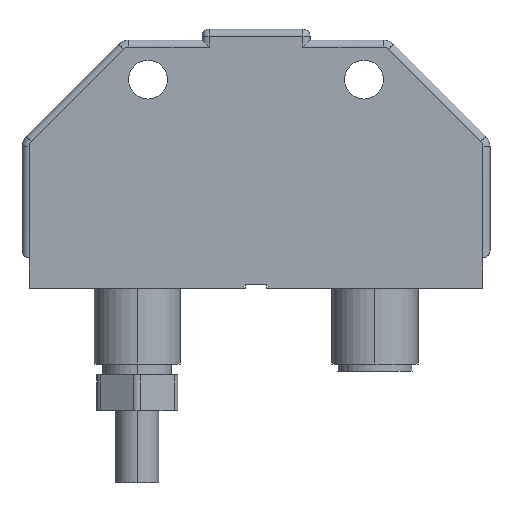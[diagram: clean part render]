
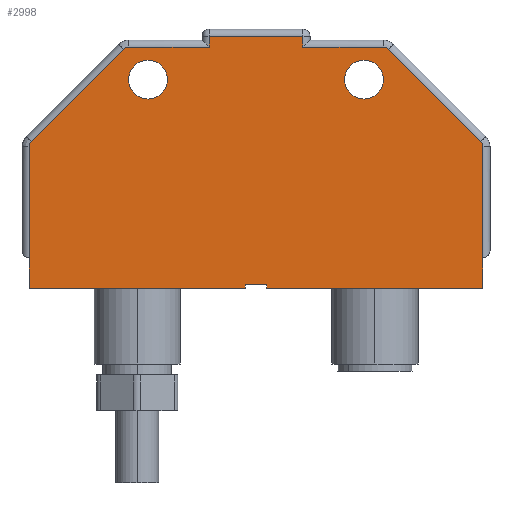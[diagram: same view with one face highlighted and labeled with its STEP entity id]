
A CAD part, front view. The second image highlights one B-rep face of the part: STEP entity #2998.
In plain terms, the highlighted planar face has unit normal (0, -1, 0).
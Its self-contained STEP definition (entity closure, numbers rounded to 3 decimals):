
#40=DIRECTION('',(0.,0.,-1.));
#41=VECTOR('',#40,4.254);
#42=CARTESIAN_POINT('',(31.5,0.,3.754));
#43=LINE('',#42,#41);
#44=DIRECTION('',(0.,0.,1.));
#45=VECTOR('',#44,0.508);
#46=CARTESIAN_POINT('',(1.5,0.,-0.5));
#47=LINE('',#46,#45);
#48=CARTESIAN_POINT('',(0.,0.,134.031));
#49=DIRECTION('',(0.,1.,0.));
#50=DIRECTION('',(0.011,0.,-1.));
#51=AXIS2_PLACEMENT_3D('',#48,#49,#50);
#53=DIRECTION('',(0.,0.,-1.));
#54=VECTOR('',#53,0.508);
#55=CARTESIAN_POINT('',(-1.5,0.,0.008));
#56=LINE('',#55,#54);
#57=DIRECTION('',(0.,0.,1.));
#58=VECTOR('',#57,4.254);
#59=CARTESIAN_POINT('',(-31.5,0.,-0.5));
#60=LINE('',#59,#58);
#61=CARTESIAN_POINT('',(-30.5,0.,19.172));
#62=DIRECTION('',(0.,1.,0.));
#63=DIRECTION('',(-1.,0.,0.));
#64=AXIS2_PLACEMENT_3D('',#61,#62,#63);
#66=DIRECTION('',(0.707,0.,0.707));
#67=VECTOR('',#66,18.142);
#68=CARTESIAN_POINT('',(-31.207,0.,19.879));
#69=LINE('',#68,#67);
#70=CARTESIAN_POINT('',(-17.672,0.,32.));
#71=DIRECTION('',(0.,1.,0.));
#72=DIRECTION('',(-0.707,0.,0.707));
#73=AXIS2_PLACEMENT_3D('',#70,#71,#72);
#75=CARTESIAN_POINT('',(17.672,0.,32.));
#76=DIRECTION('',(0.,1.,0.));
#77=DIRECTION('',(0.,0.,1.));
#78=AXIS2_PLACEMENT_3D('',#75,#76,#77);
#80=DIRECTION('',(0.707,0.,-0.707));
#81=VECTOR('',#80,18.142);
#82=CARTESIAN_POINT('',(18.379,0.,32.707));
#83=LINE('',#82,#81);
#84=CARTESIAN_POINT('',(30.5,0.,19.172));
#85=DIRECTION('',(0.,1.,0.));
#86=DIRECTION('',(0.707,0.,0.707));
#87=AXIS2_PLACEMENT_3D('',#84,#85,#86);
#89=CARTESIAN_POINT('',(15.,0.,28.5));
#90=DIRECTION('',(0.,-1.,0.));
#91=DIRECTION('',(-1.,0.,0.));
#92=AXIS2_PLACEMENT_3D('',#89,#90,#91);
#94=CARTESIAN_POINT('',(15.,0.,28.5));
#95=DIRECTION('',(0.,-1.,0.));
#96=DIRECTION('',(1.,0.,0.));
#97=AXIS2_PLACEMENT_3D('',#94,#95,#96);
#99=CARTESIAN_POINT('',(-15.,0.,28.5));
#100=DIRECTION('',(0.,-1.,0.));
#101=DIRECTION('',(-1.,0.,0.));
#102=AXIS2_PLACEMENT_3D('',#99,#100,#101);
#104=CARTESIAN_POINT('',(-15.,0.,28.5));
#105=DIRECTION('',(0.,-1.,0.));
#106=DIRECTION('',(1.,0.,0.));
#107=AXIS2_PLACEMENT_3D('',#104,#105,#106);
#113=DIRECTION('',(0.,0.,1.));
#114=VECTOR('',#113,15.417);
#115=CARTESIAN_POINT('',(31.5,0.,3.754));
#116=LINE('',#115,#114);
#385=DIRECTION('',(0.,0.,-1.));
#386=VECTOR('',#385,15.417);
#387=CARTESIAN_POINT('',(-31.5,0.,
19.172));
#388=LINE('',#387,#386);
#409=CARTESIAN_POINT('',(-31.5,0.,3.754));
#433=DIRECTION('',(1.,0.,0.));
#434=VECTOR('',#433,30.);
#435=CARTESIAN_POINT('',(-31.5,0.,-0.5));
#436=LINE('',#435,#434);
#534=DIRECTION('',(1.,0.,0.));
#535=VECTOR('',#534,30.);
#536=CARTESIAN_POINT('',(1.5,0.,-0.5));
#537=LINE('',#536,#535);
#571=CARTESIAN_POINT('',(31.5,0.,3.754));
#1885=DIRECTION('',(-1.,0.,0.));
#1886=VECTOR('',#1885,11.172);
#1887=CARTESIAN_POINT('',(-6.5,0.,33.));
#1888=LINE('',#1887,#1886);
#1897=DIRECTION('',(0.,0.,-1.));
#1898=VECTOR('',#1897,1.5);
#1899=CARTESIAN_POINT('',(-6.5,0.,34.5));
#1900=LINE('',#1899,#1898);
#2062=DIRECTION('',(0.,0.,1.));
#2063=VECTOR('',#2062,1.5);
#2064=CARTESIAN_POINT('',(6.5,0.,33.));
#2065=LINE('',#2064,#2063);
#2074=DIRECTION('',(-1.,0.,0.));
#2075=VECTOR('',#2074,11.172);
#2076=CARTESIAN_POINT('',(17.672,0.,
33.));
#2077=LINE('',#2076,#2075);
#2130=DIRECTION('',(-1.,0.,0.));
#2131=VECTOR('',#2130,13.);
#2132=CARTESIAN_POINT('',(6.5,0.,34.5));
#2133=LINE('',#2132,#2131);
#2362=CARTESIAN_POINT('',(6.5,0.,33.));
#2363=CARTESIAN_POINT('',(6.5,0.,34.5));
#2364=VERTEX_POINT('',#2362);
#2365=VERTEX_POINT('',#2363);
#2366=CARTESIAN_POINT('',(17.672,0.,
33.));
#2367=VERTEX_POINT('',#2366);
#2368=CARTESIAN_POINT('',(18.379,0.,32.707));
#2369=VERTEX_POINT('',#2368);
#2370=CARTESIAN_POINT('',(31.207,0.,
19.879));
#2371=VERTEX_POINT('',#2370);
#2372=CARTESIAN_POINT('',(31.5,0.,
19.172));
#2373=VERTEX_POINT('',#2372);
#2374=CARTESIAN_POINT('',(-31.5,0.,19.172));
#2375=CARTESIAN_POINT('',(-31.207,0.,19.879));
#2376=VERTEX_POINT('',#2374);
#2377=VERTEX_POINT('',#2375);
#2378=CARTESIAN_POINT('',(-18.379,0.,
32.707));
#2379=VERTEX_POINT('',#2378);
#2380=CARTESIAN_POINT('',(-17.672,0.,
33.));
#2381=VERTEX_POINT('',#2380);
#2382=CARTESIAN_POINT('',(-6.5,0.,33.));
#2383=VERTEX_POINT('',#2382);
#2384=CARTESIAN_POINT('',(-6.5,0.,34.5));
#2385=VERTEX_POINT('',#2384);
#2386=CARTESIAN_POINT('',(12.3,0.,28.5));
#2387=CARTESIAN_POINT('',(17.7,0.,28.5));
#2388=VERTEX_POINT('',#2386);
#2389=VERTEX_POINT('',#2387);
#2390=CARTESIAN_POINT('',(-17.7,0.,28.5));
#2391=CARTESIAN_POINT('',(-12.3,0.,28.5));
#2392=VERTEX_POINT('',#2390);
#2393=VERTEX_POINT('',#2391);
#2515=VERTEX_POINT('',#571);
#2516=VERTEX_POINT('',#409);
#2550=CARTESIAN_POINT('',(1.5,0.,0.008));
#2551=CARTESIAN_POINT('',(-1.5,0.,0.008));
#2552=VERTEX_POINT('',#2550);
#2553=VERTEX_POINT('',#2551);
#2554=CARTESIAN_POINT('',(1.5,0.,-0.5));
#2555=VERTEX_POINT('',#2554);
#2556=CARTESIAN_POINT('',(-1.5,0.,-0.5));
#2557=VERTEX_POINT('',#2556);
#2558=CARTESIAN_POINT('',(31.5,0.,-0.5));
#2559=VERTEX_POINT('',#2558);
#2560=CARTESIAN_POINT('',(-31.5,0.,-0.5));
#2561=VERTEX_POINT('',#2560);
#2939=CARTESIAN_POINT('',(0.,0.,0.));
#2940=DIRECTION('',(0.,1.,0.));
#2941=DIRECTION('',(1.,0.,0.));
#2942=AXIS2_PLACEMENT_3D('',#2939,#2940,#2941);
#2943=PLANE('',#2942);
#2945=ORIENTED_EDGE('',*,*,#2944,.F.);
#2947=ORIENTED_EDGE('',*,*,#2946,.T.);
#2949=ORIENTED_EDGE('',*,*,#2948,.F.);
#2951=ORIENTED_EDGE('',*,*,#2950,.T.);
#2953=ORIENTED_EDGE('',*,*,#2952,.T.);
#2955=ORIENTED_EDGE('',*,*,#2954,.T.);
#2957=ORIENTED_EDGE('',*,*,#2956,.F.);
#2959=ORIENTED_EDGE('',*,*,#2958,.T.);
#2961=ORIENTED_EDGE('',*,*,#2960,.F.);
#2963=ORIENTED_EDGE('',*,*,#2962,.T.);
#2965=ORIENTED_EDGE('',*,*,#2964,.T.);
#2967=ORIENTED_EDGE('',*,*,#2966,.T.);
#2969=ORIENTED_EDGE('',*,*,#2968,.F.);
#2971=ORIENTED_EDGE('',*,*,#2970,.F.);
#2973=ORIENTED_EDGE('',*,*,#2972,.F.);
#2975=ORIENTED_EDGE('',*,*,#2974,.F.);
#2977=ORIENTED_EDGE('',*,*,#2976,.F.);
#2979=ORIENTED_EDGE('',*,*,#2978,.T.);
#2981=ORIENTED_EDGE('',*,*,#2980,.T.);
#2983=ORIENTED_EDGE('',*,*,#2982,.T.);
#2984=EDGE_LOOP('',(#2945,#2947,#2949,#2951,#2953,#2955,#2957,#2959,#2961,#2963,
#2965,#2967,#2969,#2971,#2973,#2975,#2977,#2979,#2981,#2983));
#2985=FACE_OUTER_BOUND('',#2984,.F.);
#2987=ORIENTED_EDGE('',*,*,#2986,.T.);
#2989=ORIENTED_EDGE('',*,*,#2988,.T.);
#2990=EDGE_LOOP('',(#2987,#2989));
#2991=FACE_BOUND('',#2990,.F.);
#2993=ORIENTED_EDGE('',*,*,#2992,.T.);
#2995=ORIENTED_EDGE('',*,*,#2994,.T.);
#2996=EDGE_LOOP('',(#2993,#2995));
#2997=FACE_BOUND('',#2996,.F.);
#2998=ADVANCED_FACE('',(#2985,#2991,#2997),#2943,.F.);
#52=CIRCLE('',#51,134.031);
#65=CIRCLE('',#64,1.);
#74=CIRCLE('',#73,1.);
#79=CIRCLE('',#78,1.);
#88=CIRCLE('',#87,1.);
#93=CIRCLE('',#92,2.7);
#98=CIRCLE('',#97,2.7);
#103=CIRCLE('',#102,2.7);
#108=CIRCLE('',#107,2.7);
#2944=EDGE_CURVE('',#2515,#2373,#116,.T.);
#2946=EDGE_CURVE('',#2515,#2559,#43,.T.);
#2948=EDGE_CURVE('',#2555,#2559,#537,.T.);
#2950=EDGE_CURVE('',#2555,#2552,#47,.T.);
#2952=EDGE_CURVE('',#2552,#2553,#52,.T.);
#2954=EDGE_CURVE('',#2553,#2557,#56,.T.);
#2956=EDGE_CURVE('',#2561,#2557,#436,.T.);
#2958=EDGE_CURVE('',#2561,#2516,#60,.T.);
#2960=EDGE_CURVE('',#2376,#2516,#388,.T.);
#2962=EDGE_CURVE('',#2376,#2377,#65,.T.);
#2964=EDGE_CURVE('',#2377,#2379,#69,.T.);
#2966=EDGE_CURVE('',#2379,#2381,#74,.T.);
#2968=EDGE_CURVE('',#2383,#2381,#1888,.T.);
#2970=EDGE_CURVE('',#2385,#2383,#1900,.T.);
#2972=EDGE_CURVE('',#2365,#2385,#2133,.T.);
#2974=EDGE_CURVE('',#2364,#2365,#2065,.T.);
#2976=EDGE_CURVE('',#2367,#2364,#2077,.T.);
#2978=EDGE_CURVE('',#2367,#2369,#79,.T.);
#2980=EDGE_CURVE('',#2369,#2371,#83,.T.);
#2982=EDGE_CURVE('',#2371,#2373,#88,.T.);
#2986=EDGE_CURVE('',#2388,#2389,#93,.T.);
#2988=EDGE_CURVE('',#2389,#2388,#98,.T.);
#2992=EDGE_CURVE('',#2392,#2393,#103,.T.);
#2994=EDGE_CURVE('',#2393,#2392,#108,.T.);
